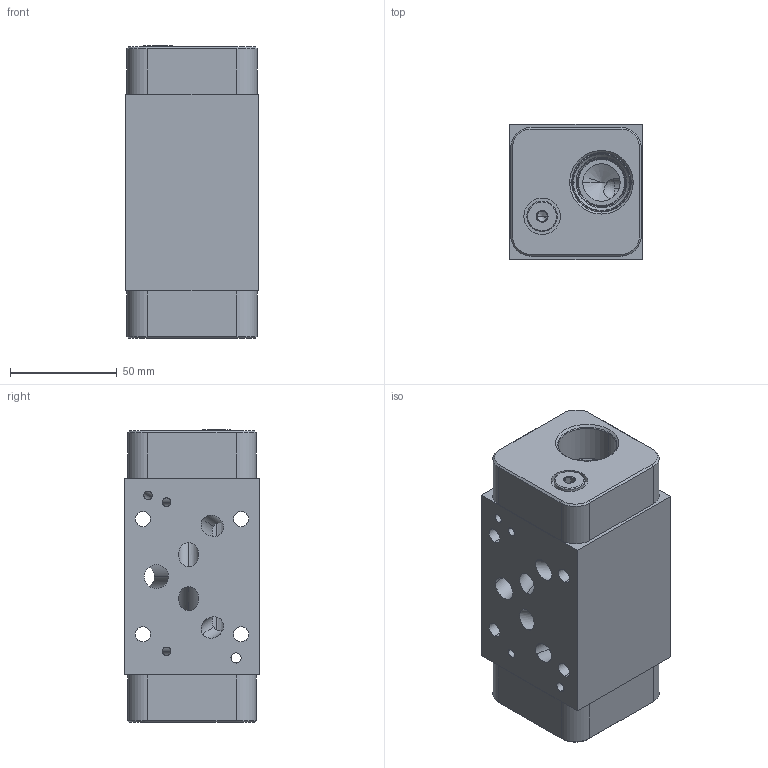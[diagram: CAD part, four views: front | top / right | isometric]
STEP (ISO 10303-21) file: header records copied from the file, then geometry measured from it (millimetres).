
FILE_DESCRIPTION((''),'2;1');
FILE_NAME('BJX_ASM','2019-10-14T',('ProEService'),(''),'PRO/ENGINEER BY PARAMETRIC TECHNOLOGY CORPORATION, 2014200','PRO/ENGINEER BY PARAMETRIC TECHNOLOGY CORPORATION, 2014200','');
FILE_SCHEMA(('CONFIG_CONTROL_DESIGN'));
Length unit declared in the file: inch
Products named in the file (3): 152-454; A330-006-004; BJX_ASM
Assembly tree (2 placements, depth 2):
  BJX_ASM
    152-454
    A330-006-004
Bounding box: 61.93 x 63.5 x 137.16 mm (x, y, z)
Volume: 420615.7 mm3; surface area: 70917 mm2
Topology: 2 solids, 2 shells, 213 faces, 781 edges, 703 vertices
Faces by surface type: cylinder 92, cone 62, plane 44, torus 10, sphere 5
Entity records: 10516 total; most frequent: CARTESIAN_POINT 4133, DIRECTION 1305, ORIENTED_EDGE 1060, EDGE_CURVE 530, VECTOR 459, LINE 459, AXIS2_PLACEMENT_3D 423, VERTEX_POINT 324
